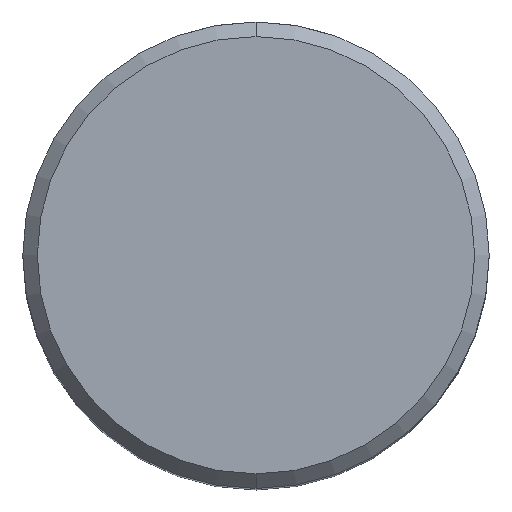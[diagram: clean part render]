
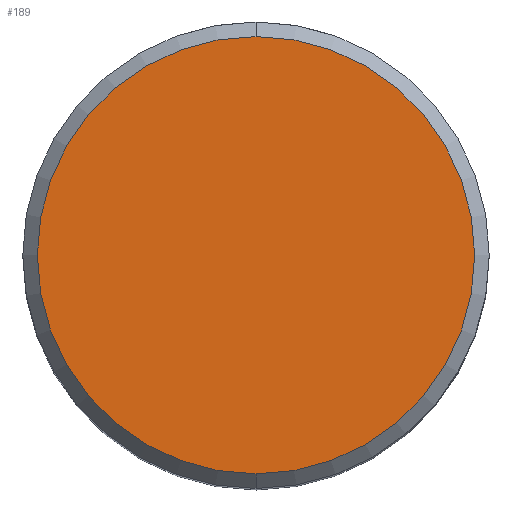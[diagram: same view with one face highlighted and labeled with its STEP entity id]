
A CAD part, top view. The second image highlights one B-rep face of the part: STEP entity #189.
In plain terms, the highlighted planar face has unit normal (0, 0, 1).
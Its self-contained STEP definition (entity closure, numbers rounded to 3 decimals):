
#183=VERTEX_POINT('',#491);
#189=ADVANCED_FACE('',(#497),#498,.T.);
#433=VERTEX_POINT('',#768);
#439=EDGE_CURVE('',#433,#183,#774,.T.);
#455=EDGE_CURVE('',#183,#433,#791,.T.);
#491=CARTESIAN_POINT('',(0.,-15.0,0.0));
#497=FACE_OUTER_BOUND('',#923,.T.);
#498=PLANE('',#924);
#768=CARTESIAN_POINT('',(0.0,15.0,0.0));
#774=CIRCLE('',#1557,15.0);
#791=CIRCLE('',#1581,15.0);
#923=EDGE_LOOP('',(#1622,#1623));
#924=AXIS2_PLACEMENT_3D('',#1624,#1625,#1626);
#1557=AXIS2_PLACEMENT_3D('',#1943,#1944,#1945);
#1581=AXIS2_PLACEMENT_3D('',#1956,#1957,#1958);
#1622=ORIENTED_EDGE('',*,*,#439,.F.);
#1623=ORIENTED_EDGE('',*,*,#455,.F.);
#1624=CARTESIAN_POINT('',(0.0,7.5,0.0));
#1625=DIRECTION('',(-0.0,0.0,1.0));
#1626=DIRECTION('',(0.0,-1.0,0.0));
#1943=CARTESIAN_POINT('',(0.0,0.0,0.0));
#1944=DIRECTION('',(0.0,0.0,-1.0));
#1945=DIRECTION('',(0.0,1.0,0.0));
#1956=CARTESIAN_POINT('',(0.0,0.0,0.0));
#1957=DIRECTION('',(0.0,0.0,-1.0));
#1958=DIRECTION('',(0.0,1.0,0.0));
